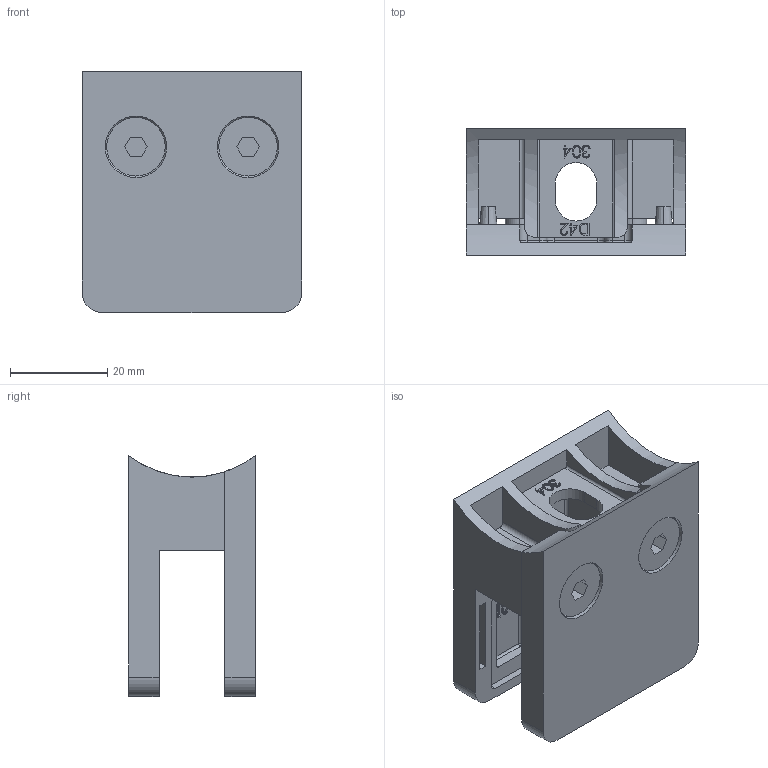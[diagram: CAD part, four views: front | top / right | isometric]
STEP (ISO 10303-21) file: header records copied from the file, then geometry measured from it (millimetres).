
FILE_DESCRIPTION (( 'STEP AP214' ), '1' );
FILE_NAME ('A_2300-042.STEP', '2022-10-17T06:39:24', ( '' ), ( '' ), 'SwSTEP 2.0', 'SolidWorks 2019', '' );
FILE_SCHEMA (( 'AUTOMOTIVE_DESIGN' ));
Length unit declared in the file: millimetre
Products named in the file (4): A_2300-042; Skrutka DIN 7991_Skrutka M 6x 16; A_2300-042.P1; A_2300-042.P2
Assembly tree (4 placements, depth 2):
  A_2300-042
    A_2300-042.P1
    A_2300-042.P2
    Skrutka DIN 7991_Skrutka M 6x 16  x2
Bounding box: 45 x 26 x 49.45 mm (x, y, z)
Volume: 23170 mm3; surface area: 17426.9 mm2
Topology: 4 solids, 4 shells, 709 faces, 1809 edges, 1156 vertices
Faces by surface type: plane 375, bspline 158, cylinder 122, cone 24, sphere 18, torus 12
Entity records: 30207 total; most frequent: CARTESIAN_POINT 14194, ORIENTED_EDGE 3498, DIRECTION 2781, EDGE_CURVE 1749, VECTOR 1159, LINE 1159, VERTEX_POINT 1134, AXIS2_PLACEMENT_3D 811
